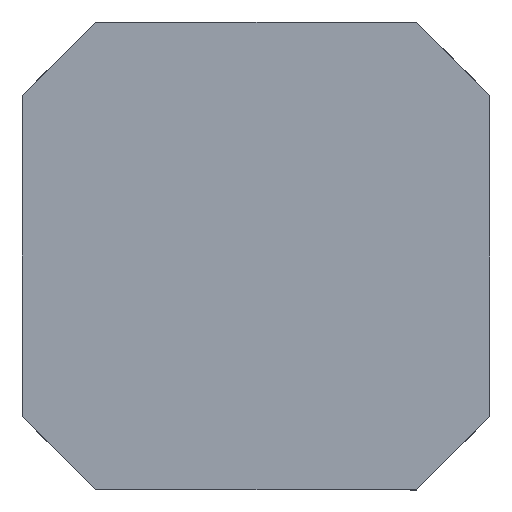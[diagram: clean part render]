
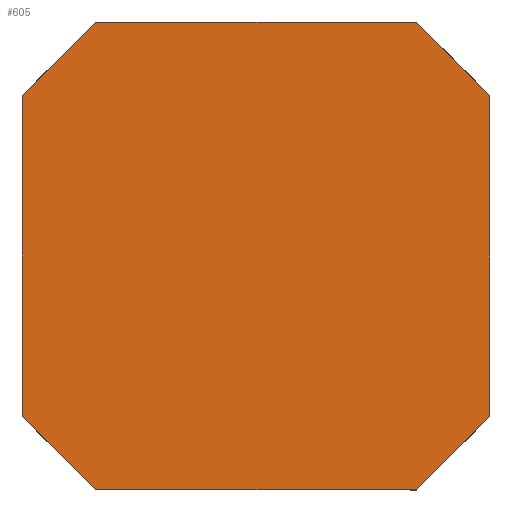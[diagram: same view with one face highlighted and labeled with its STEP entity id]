
A CAD part, front view. The second image highlights one B-rep face of the part: STEP entity #605.
In plain terms, the highlighted planar face has unit normal (0, -1, 0).
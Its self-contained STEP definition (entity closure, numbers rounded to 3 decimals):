
#304=CARTESIAN_POINT('POINT22',(-123.431,-30.,
   -180.));
#305=VERTEX_POINT('VERTEX22',#304);
#314=CARTESIAN_POINT('POINT23',(123.431,-30.,
   -180.));
#315=VERTEX_POINT('VERTEX23',#314);
#322=CARTESIAN_POINT('POS41',(0.,-30.,-180.));
#323=DIRECTION('DIR51',(-1.,0.,0.));
#324=VECTOR('VEC31',#323,1.);
#325=LINE('STRAIGHT31',#322,#324);
#326=EDGE_CURVE('EDGE33',#315,#305,#325,.T.);
#338=CARTESIAN_POINT('POINT24',(-180.,-30.,
   -123.431));
#339=VERTEX_POINT('VERTEX24',#338);
#340=CARTESIAN_POINT('POS43',(-137.574,-30.,
   -165.858));
#341=DIRECTION('DIR54',(0.707,0.,
   -0.707));
#342=VECTOR('VEC32',#341,1.);
#343=LINE('STRAIGHT32',#340,#342);
#344=EDGE_CURVE('EDGE34',#339,#305,#343,.T.);
#360=CARTESIAN_POINT('POINT25',(-180.,-30.,
   123.431));
#361=VERTEX_POINT('VERTEX25',#360);
#366=CARTESIAN_POINT('POS45',(-180.,-30.,0.));
#367=DIRECTION('DIR57',(0.,0.,-1.));
#368=VECTOR('VEC33',#367,1.);
#369=LINE('STRAIGHT33',#366,#368);
#370=EDGE_CURVE('EDGE37',#361,#339,#369,.T.);
#379=CARTESIAN_POINT('POINT26',(-123.431,-30.,
   180.));
#380=VERTEX_POINT('VERTEX26',#379);
#381=CARTESIAN_POINT('POS46',(-137.574,-30.,
   165.858));
#382=DIRECTION('DIR58',(-0.707,0.,
   -0.707));
#383=VECTOR('VEC34',#382,1.);
#384=LINE('STRAIGHT34',#381,#383);
#385=EDGE_CURVE('EDGE38',#380,#361,#384,.T.);
#443=CARTESIAN_POINT('POINT32',(180.,-30.,
   -123.431));
#444=VERTEX_POINT('VERTEX32',#443);
#447=CARTESIAN_POINT('POS54',(137.574,-30.,
   -165.858));
#448=DIRECTION('DIR67',(0.707,0.,
   0.707));
#449=VECTOR('VEC41',#448,1.);
#450=LINE('STRAIGHT41',#447,#449);
#451=EDGE_CURVE('EDGE46',#315,#444,#450,.T.);
#549=CARTESIAN_POINT('POINT38',(180.,-30.,123.432
   ));
#550=VERTEX_POINT('VERTEX38',#549);
#557=CARTESIAN_POINT('POS67',(180.,-30.,0.));
#558=DIRECTION('DIR84',(0.,0.,-1.));
#559=VECTOR('VEC50',#558,1.);
#560=LINE('STRAIGHT50',#557,#559);
#561=EDGE_CURVE('EDGE55',#550,#444,#560,.T.);
#578=ORIENTED_EDGE('COEDGE95',*,*,#385,.T.);
#579=ORIENTED_EDGE('COEDGE96',*,*,#370,.T.);
#580=ORIENTED_EDGE('COEDGE97',*,*,#344,.T.);
#581=ORIENTED_EDGE('COEDGE98',*,*,#326,.F.);
#582=ORIENTED_EDGE('COEDGE99',*,*,#451,.T.);
#583=ORIENTED_EDGE('COEDGE100',*,*,#561,.F.);
#584=CARTESIAN_POINT('POINT39',(123.431,-30.,180.
   ));
#585=VERTEX_POINT('VERTEX39',#584);
#586=CARTESIAN_POINT('POS70',(137.573,-30.,
   165.858));
#587=DIRECTION('DIR88',(-0.707,0.,
   0.707));
#588=VECTOR('VEC52',#587,1.);
#589=LINE('STRAIGHT52',#586,#588);
#590=EDGE_CURVE('EDGE57',#550,#585,#589,.T.);
#591=ORIENTED_EDGE('COEDGE101',*,*,#590,.T.);
#592=CARTESIAN_POINT('POS71',(0.,-30.,180.));
#593=DIRECTION('DIR89',(1.,0.,0.));
#594=VECTOR('VEC53',#593,1.);
#595=LINE('STRAIGHT53',#592,#594);
#596=EDGE_CURVE('EDGE58',#380,#585,#595,.T.);
#597=ORIENTED_EDGE('COEDGE102',*,*,#596,.F.);
#598=EDGE_LOOP('NONE',(#578,#579,#580,#581,#582,#583,#591,#597));
#599=FACE_BOUND('LOOP1',#598,.T.);
#600=CARTESIAN_POINT('POS72',(0.,-30.,0.));
#601=DIRECTION('DIR90',(0.,1.,0.));
#602=DIRECTION('DIR91',(1.,0.,0.));
#603=AXIS2_PLACEMENT_3D('AXIS19',#600,#601,#602);
#604=PLANE('PLANE19',#603);
#605=ADVANCED_FACE('FACE20',(#599),#604,.F.);
